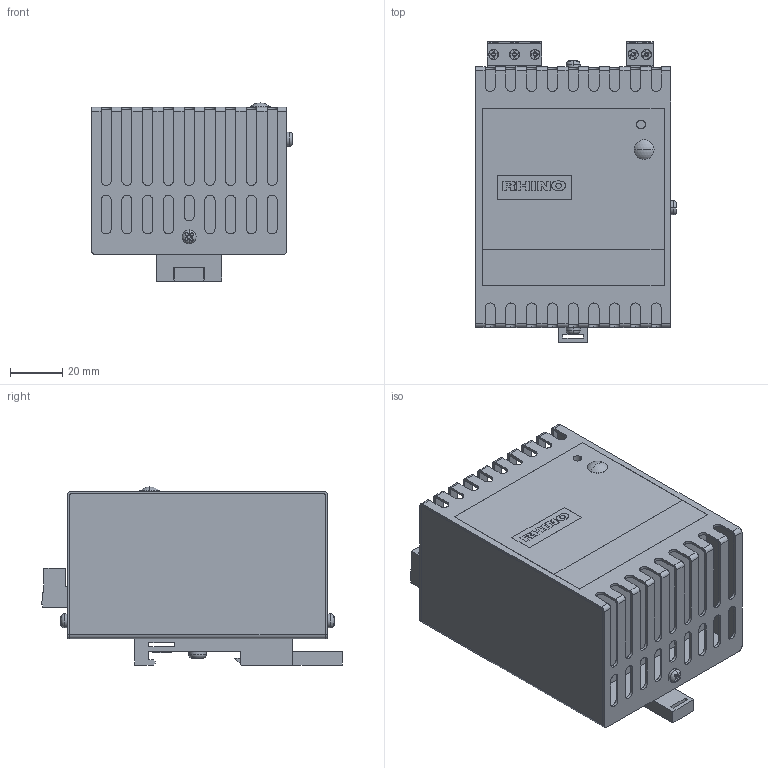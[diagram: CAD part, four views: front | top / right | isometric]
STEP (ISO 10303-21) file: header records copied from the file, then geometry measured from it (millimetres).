
FILE_DESCRIPTION (( 'STEP AP203' ), '1' );
FILE_NAME ('PS24-050D.STEP', '2011-10-11T13:58:51', ( '.adc' ), ( '' ), 'SwSTEP 2.0', 'SolidWorks 2011', '' );
FILE_SCHEMA (( 'CONFIG_CONTROL_DESIGN' ));
Length unit declared in the file: inch
Products named in the file (1): PS24-050D
Bounding box: 77.11 x 115.44 x 68.44 mm (x, y, z)
Volume: 300622.1 mm3; surface area: 60371.3 mm2
Topology: 1 solids, 1 shells, 610 faces, 1797 edges, 1195 vertices
Faces by surface type: plane 394, cylinder 144, cone 42, bspline 20, torus 8, sphere 2
Entity records: 21851 total; most frequent: CARTESIAN_POINT 5243, ORIENTED_EDGE 3594, DIRECTION 3291, EDGE_CURVE 1797, VECTOR 1301, LINE 1301, VERTEX_POINT 1195, AXIS2_PLACEMENT_3D 995
